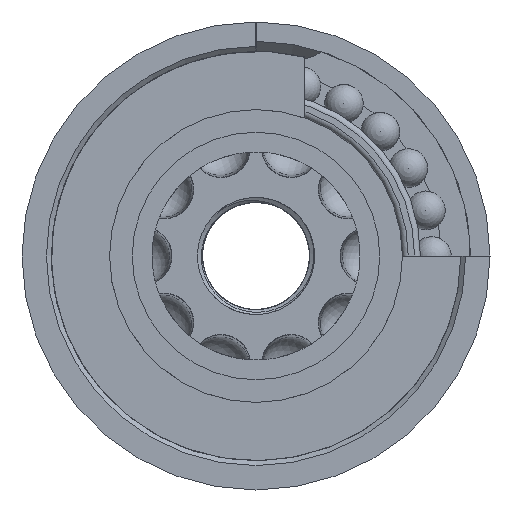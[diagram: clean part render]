
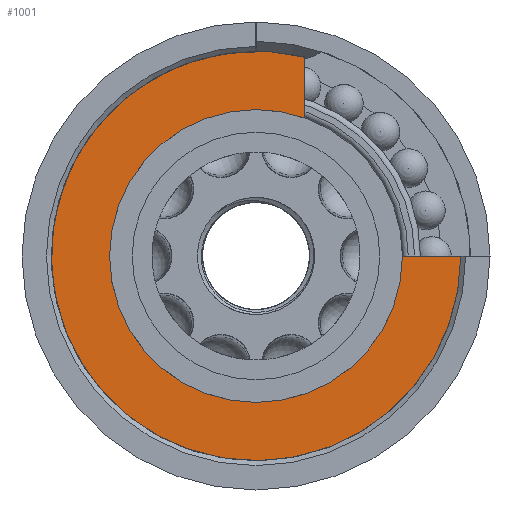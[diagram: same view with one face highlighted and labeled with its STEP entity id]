
A CAD part, left-side view. The second image highlights one B-rep face of the part: STEP entity #1001.
In plain terms, the highlighted planar face has unit normal (-1, 0, 0).
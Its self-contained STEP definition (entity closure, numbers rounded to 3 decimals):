
#839=PLANE('',#3127);
#884=FACE_OUTER_BOUND('',#1485,.T.);
#1001=ADVANCED_FACE('',(#884),#839,.F.);
#1255=LINE('',#4289,#1309);
#1256=LINE('',#4290,#1310);
#1309=VECTOR('',#3551,1.);
#1310=VECTOR('',#3552,1.);
#1485=EDGE_LOOP('',(#1746,#1747,#1748,#1749));
#1746=ORIENTED_EDGE('',*,*,#2640,.T.);
#1747=ORIENTED_EDGE('',*,*,#2645,.T.);
#1748=ORIENTED_EDGE('',*,*,#2635,.F.);
#1749=ORIENTED_EDGE('',*,*,#2646,.T.);
#2361=VERTEX_POINT('',#4269);
#2362=VERTEX_POINT('',#4270);
#2365=VERTEX_POINT('',#4278);
#2367=VERTEX_POINT('',#4281);
#2635=EDGE_CURVE('',#2361,#2362,#2953,.T.);
#2640=EDGE_CURVE('',#2367,#2365,#2955,.T.);
#2645=EDGE_CURVE('',#2365,#2362,#1255,.T.);
#2646=EDGE_CURVE('',#2361,#2367,#1256,.T.);
#2953=CIRCLE('',#3120,20.98);
#2955=CIRCLE('',#3123,15.);
#3120=AXIS2_PLACEMENT_3D('',#4268,#3531,#3532);
#3123=AXIS2_PLACEMENT_3D('',#4280,#3540,#3541);
#3127=AXIS2_PLACEMENT_3D('',#4291,#3553,#3554);
#3531=DIRECTION('',(1.,0.,0.));
#3532=DIRECTION('',(0.,0.,-1.));
#3540=DIRECTION('',(1.,0.,0.));
#3541=DIRECTION('',(0.,0.,-1.));
#3551=DIRECTION('',(0.,0.,1.));
#3552=DIRECTION('',(0.,1.,0.));
#3553=DIRECTION('',(1.,0.,0.));
#3554=DIRECTION('',(0.,0.,-1.));
#4268=CARTESIAN_POINT('',(-33.5,0.,0.));
#4269=CARTESIAN_POINT('',(-33.5,-20.98,0.));
#4270=CARTESIAN_POINT('',(-33.5,-5.,20.375));
#4278=CARTESIAN_POINT('',(-33.5,-5.,14.142));
#4280=CARTESIAN_POINT('',(-33.5,0.,0.));
#4281=CARTESIAN_POINT('',(-33.5,-15.,0.));
#4289=CARTESIAN_POINT('',(-33.5,-5.,0.));
#4290=CARTESIAN_POINT('',(-33.5,0.,0.));
#4291=CARTESIAN_POINT('',(-33.5,0.,0.));
